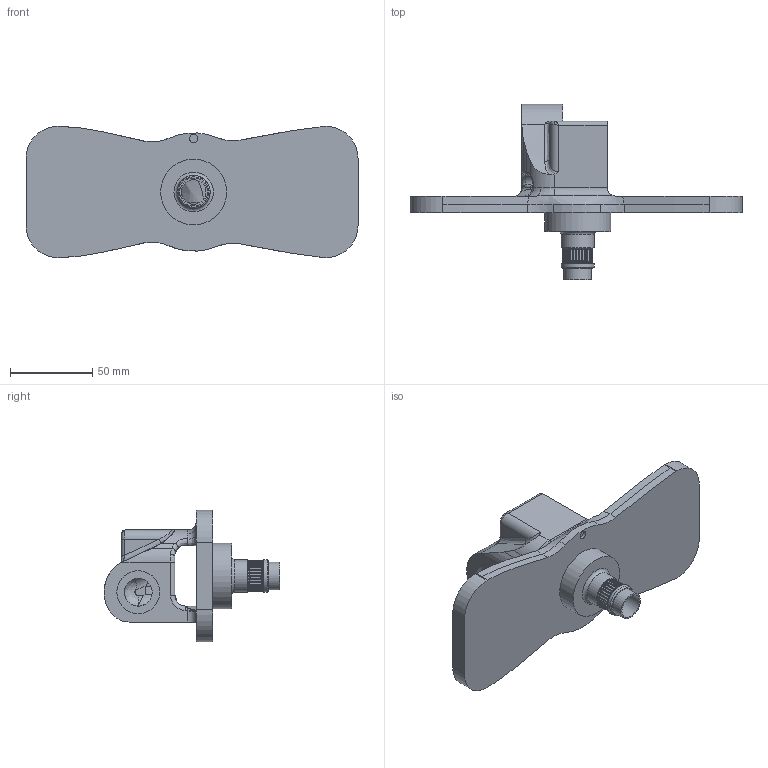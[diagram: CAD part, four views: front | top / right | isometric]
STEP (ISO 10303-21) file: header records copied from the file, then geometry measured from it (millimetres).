
FILE_DESCRIPTION(/* description */ (''),/* implementation_level */ '2;1');
FILE_NAME(/* name */ 'rotation_base_v2.stp',/* time_stamp */ '2025-12-05T12:38:55+01:00',/* author */ ('Piter'),/* organization */ (''),/* preprocessor_version */ 'ST-DEVELOPER v20.1',/* originating_system */ 'Autodesk Inventor 2026',/* authorisation */ '');
FILE_SCHEMA (('AUTOMOTIVE_DESIGN { 1 0 10303 214 3 1 1 }'));
Products named in the file (1): rotation_base_v2
Bounding box: 202 x 107.08 x 80 mm (x, y, z)
Volume: 165813 mm3; surface area: 59352.4 mm2
Topology: 1 solids, 1 shells, 1479 faces, 4317 edges, 2849 vertices
Faces by surface type: plane 1013, cylinder 227, cone 190, bspline 36, torus 13
Full cylindrical faces by diameter (mm): 3 x4, 3.5 x4, 4.1 x4, 5.1 x1, 15 x1, 16.9 x1, 17 x1, 20 x2, 26.1 x1, 35 x1, 40.1 x1
Entity records: 54603 total; most frequent: CARTESIAN_POINT 14653, ORIENTED_EDGE 8624, DIRECTION 7969, EDGE_CURVE 4312, AXIS2_PLACEMENT_3D 3427, VERTEX_POINT 2849, ELLIPSE 1758, EDGE_LOOP 1501
